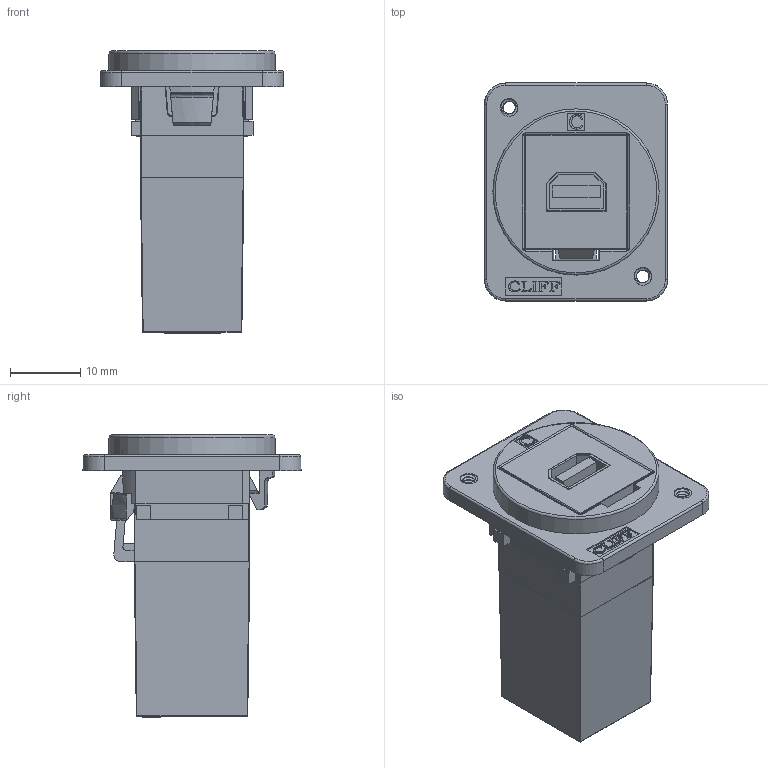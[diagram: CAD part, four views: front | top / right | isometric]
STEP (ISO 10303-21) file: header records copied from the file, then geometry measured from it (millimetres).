
FILE_DESCRIPTION(/* description */ (''),/* implementation_level */ '2;1');
FILE_NAME(/* name */ 'CP30202M3B MDP M3.stp',/* time_stamp */ '2023-07-07T08:22:39+01:00',/* author */ ('TOttley'),/* organization */ (''),/* preprocessor_version */ 'ST-DEVELOPER v18.1',/* originating_system */ 'Autodesk Inventor 2022',/* authorisation */ '');
FILE_SCHEMA (('AUTOMOTIVE_DESIGN { 1 0 10303 214 3 1 1 }'));
Length unit declared in the file: millimetre
Products named in the file (1): CP30202M3 MDP M3
Bounding box: 26 x 31 x 40.1 mm (x, y, z)
Volume: 5805.3 mm3; surface area: 11504.5 mm2
Topology: 3 solids, 4 shells, 696 faces, 2061 edges, 1384 vertices
Faces by surface type: plane 477, bspline 112, cylinder 81, cone 10, sphere 8, torus 8
Full cylindrical faces by diameter (mm): 1.759 x6, 2.5 x2
Entity records: 32779 total; most frequent: CARTESIAN_POINT 14296, ORIENTED_EDGE 4122, DIRECTION 3013, EDGE_CURVE 2061, LINE 1443, VECTOR 1443, VERTEX_POINT 1384, AXIS2_PLACEMENT_3D 785
